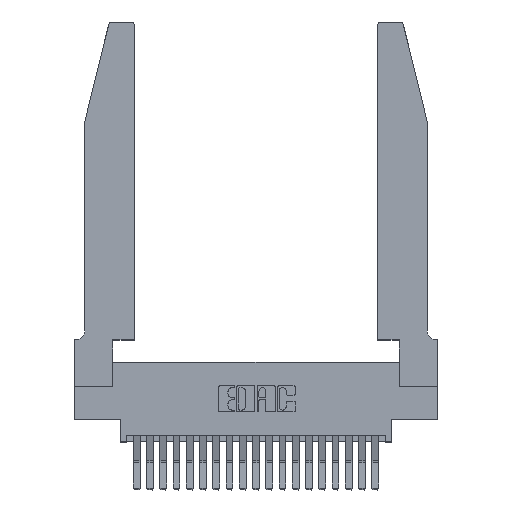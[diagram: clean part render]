
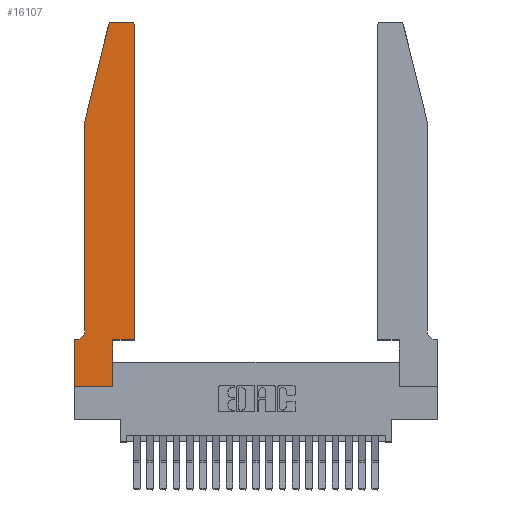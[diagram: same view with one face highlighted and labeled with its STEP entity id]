
A CAD part, top view. The second image highlights one B-rep face of the part: STEP entity #16107.
In plain terms, the highlighted planar face has unit normal (0, 0, 1).
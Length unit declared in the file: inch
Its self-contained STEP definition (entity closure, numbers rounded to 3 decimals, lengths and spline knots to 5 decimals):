
#23 = LINE ( 'NONE', #4260, #5236 ) ;
#204 = DIRECTION ( 'NONE',  ( 0., 0., -1. ) ) ;
#403 = CARTESIAN_POINT ( 'NONE',  ( 0., 0., 0.37 ) ) ;
#431 = FACE_OUTER_BOUND ( 'NONE', #16180, .T. ) ;
#461 = DIRECTION ( 'NONE',  ( 0., 0., 1. ) ) ;
#549 = VECTOR ( 'NONE', #2801, 39.37008 ) ;
#589 = DIRECTION ( 'NONE',  ( 0., 0., 1. ) ) ;
#1085 = ORIENTED_EDGE ( 'NONE', *, *, #8783, .T. ) ;
#1237 = EDGE_CURVE ( 'NONE', #5361, #11121, #14981, .T. ) ;
#1599 = LINE ( 'NONE', #4998, #10450 ) ;
#1781 = CARTESIAN_POINT ( 'NONE',  ( 0.0755, 2., 0.37 ) ) ;
#1888 = CIRCLE ( 'NONE', #4723, 0.03 ) ;
#2250 = DIRECTION ( 'NONE',  ( 0., 1., 0. ) ) ;
#2280 = ORIENTED_EDGE ( 'NONE', *, *, #10150, .T. ) ;
#2343 = CARTESIAN_POINT ( 'NONE',  ( 0.4505, 0.35, 0.37 ) ) ;
#2678 = CARTESIAN_POINT ( 'NONE',  ( 0., 0.35, 0.37 ) ) ;
#2801 = DIRECTION ( 'NONE',  ( 0., -1., 0. ) ) ;
#2873 = LINE ( 'NONE', #16803, #19843 ) ;
#3485 = EDGE_CURVE ( 'NONE', #7433, #13258, #21600, .T. ) ;
#3576 = CARTESIAN_POINT ( 'NONE',  ( 0., 0., 0.37 ) ) ;
#3937 = CARTESIAN_POINT ( 'NONE',  ( 0., 0.35, 0.37 ) ) ;
#4004 = CARTESIAN_POINT ( 'NONE',  ( 0.4205, 2.75, 0.37 ) ) ;
#4260 = CARTESIAN_POINT ( 'NONE',  ( 0.0755, 0.35, 0.37 ) ) ;
#4723 = AXIS2_PLACEMENT_3D ( 'NONE', #10446, #461, #9670 ) ;
#4998 = CARTESIAN_POINT ( 'NONE',  ( 0.0755, 2., 0.37 ) ) ;
#5236 = VECTOR ( 'NONE', #11469, 39.37008 ) ;
#5344 = DIRECTION ( 'NONE',  ( 1., 0., 0. ) ) ;
#5361 = VERTEX_POINT ( 'NONE', #5694 ) ;
#5460 = ORIENTED_EDGE ( 'NONE', *, *, #13868, .T. ) ;
#5478 = EDGE_CURVE ( 'NONE', #11121, #7433, #2873, .T. ) ;
#5694 = CARTESIAN_POINT ( 'NONE',  ( 0.2865, 0., 0.37 ) ) ;
#6242 = EDGE_CURVE ( 'NONE', #11060, #13038, #16752, .T. ) ;
#6332 = ORIENTED_EDGE ( 'NONE', *, *, #8686, .T. ) ;
#6857 = VECTOR ( 'NONE', #2250, 39.37008 ) ;
#7075 = LINE ( 'NONE', #9389, #10665 ) ;
#7433 = VERTEX_POINT ( 'NONE', #2343 ) ;
#7802 = CARTESIAN_POINT ( 'NONE',  ( 0.284, 2.72, 0.37 ) ) ;
#7815 = AXIS2_PLACEMENT_3D ( 'NONE', #19821, #204, #14292 ) ;
#8013 = ORIENTED_EDGE ( 'NONE', *, *, #16865, .T. ) ;
#8686 = EDGE_CURVE ( 'NONE', #15870, #15517, #14685, .T. ) ;
#8783 = EDGE_CURVE ( 'NONE', #12843, #21567, #21643, .T. ) ;
#9025 = ORIENTED_EDGE ( 'NONE', *, *, #3485, .T. ) ;
#9389 = CARTESIAN_POINT ( 'NONE',  ( 0.2605, 2.75, 0.37 ) ) ;
#9450 = EDGE_CURVE ( 'NONE', #13258, #14095, #1888, .T. ) ;
#9574 = ORIENTED_EDGE ( 'NONE', *, *, #1237, .T. ) ;
#9670 = DIRECTION ( 'NONE',  ( 1., 0., 0. ) ) ;
#9998 = VECTOR ( 'NONE', #10036, 39.37008 ) ;
#10036 = DIRECTION ( 'NONE',  ( 0., 1., 0. ) ) ;
#10125 = CARTESIAN_POINT ( 'NONE',  ( 0.0055, 0.35, 0.37 ) ) ;
#10150 = EDGE_CURVE ( 'NONE', #13038, #5361, #22971, .T. ) ;
#10344 = CARTESIAN_POINT ( 'NONE',  ( 0.0755, 2., 0.37 ) ) ;
#10438 = DIRECTION ( 'NONE',  ( -0.239, -0.971, 0. ) ) ;
#10446 = CARTESIAN_POINT ( 'NONE',  ( 0.4205, 2.72, 0.37 ) ) ;
#10450 = VECTOR ( 'NONE', #10438, 39.37008 ) ;
#10614 = VECTOR ( 'NONE', #21353, 39.37008 ) ;
#10665 = VECTOR ( 'NONE', #14728, 39.37008 ) ;
#10848 = CARTESIAN_POINT ( 'NONE',  ( 0., 0., 0.37 ) ) ;
#11060 = VERTEX_POINT ( 'NONE', #3937 ) ;
#11121 = VERTEX_POINT ( 'NONE', #21203 ) ;
#11469 = DIRECTION ( 'NONE',  ( -1., 0., 0. ) ) ;
#11509 = DIRECTION ( 'NONE',  ( 1., 0., 0. ) ) ;
#11898 = ORIENTED_EDGE ( 'NONE', *, *, #6242, .T. ) ;
#12843 = VERTEX_POINT ( 'NONE', #20491 ) ;
#13038 = VERTEX_POINT ( 'NONE', #403 ) ;
#13258 = VERTEX_POINT ( 'NONE', #21021 ) ;
#13313 = PLANE ( 'NONE',  #14185 ) ;
#13783 = VECTOR ( 'NONE', #5344, 39.37008 ) ;
#13868 = EDGE_CURVE ( 'NONE', #21567, #15870, #1599, .T. ) ;
#14095 = VERTEX_POINT ( 'NONE', #4004 ) ;
#14185 = AXIS2_PLACEMENT_3D ( 'NONE', #2678, #15102, #16909 ) ;
#14292 = DIRECTION ( 'NONE',  ( -1., 0., 0. ) ) ;
#14685 = LINE ( 'NONE', #10344, #549 ) ;
#14728 = DIRECTION ( 'NONE',  ( -1., 0., 0. ) ) ;
#14735 = EDGE_CURVE ( 'NONE', #14095, #12843, #7075, .T. ) ;
#14764 = DIRECTION ( 'NONE',  ( 1., 0., 0. ) ) ;
#14981 = LINE ( 'NONE', #18899, #9998 ) ;
#15019 = ORIENTED_EDGE ( 'NONE', *, *, #5478, .T. ) ;
#15102 = DIRECTION ( 'NONE',  ( 0., 0., 1. ) ) ;
#15234 = CARTESIAN_POINT ( 'NONE',  ( 0.25487, 2.72718, 0.37 ) ) ;
#15517 = VERTEX_POINT ( 'NONE', #17101 ) ;
#15870 = VERTEX_POINT ( 'NONE', #1781 ) ;
#16107 = ADVANCED_FACE ( 'NONE', ( #431 ), #13313, .T. ) ;
#16180 = EDGE_LOOP ( 'NONE', ( #20241, #1085, #5460, #6332, #8013, #20131, #11898, #2280, #9574, #15019, #9025, #17260 ) ) ;
#16752 = LINE ( 'NONE', #10848, #10614 ) ;
#16803 = CARTESIAN_POINT ( 'NONE',  ( 0.4505, 0.35, 0.37 ) ) ;
#16865 = EDGE_CURVE ( 'NONE', #15517, #22739, #21763, .T. ) ;
#16909 = DIRECTION ( 'NONE',  ( 1., 0., 0. ) ) ;
#17101 = CARTESIAN_POINT ( 'NONE',  ( 0.0755, 0.42, 0.37 ) ) ;
#17260 = ORIENTED_EDGE ( 'NONE', *, *, #9450, .T. ) ;
#18179 = CARTESIAN_POINT ( 'NONE',  ( 0.4505, 0.35, 0.37 ) ) ;
#18425 = AXIS2_PLACEMENT_3D ( 'NONE', #7802, #589, #14764 ) ;
#18840 = EDGE_CURVE ( 'NONE', #22739, #11060, #23, .T. ) ;
#18899 = CARTESIAN_POINT ( 'NONE',  ( 0.2865, 0.35, 0.37 ) ) ;
#19821 = CARTESIAN_POINT ( 'NONE',  ( 0.0055, 0.42, 0.37 ) ) ;
#19843 = VECTOR ( 'NONE', #11509, 39.37008 ) ;
#20131 = ORIENTED_EDGE ( 'NONE', *, *, #18840, .T. ) ;
#20241 = ORIENTED_EDGE ( 'NONE', *, *, #14735, .T. ) ;
#20491 = CARTESIAN_POINT ( 'NONE',  ( 0.284, 2.75, 0.37 ) ) ;
#21021 = CARTESIAN_POINT ( 'NONE',  ( 0.4505, 2.72, 0.37 ) ) ;
#21203 = CARTESIAN_POINT ( 'NONE',  ( 0.2865, 0.35, 0.37 ) ) ;
#21353 = DIRECTION ( 'NONE',  ( 0., -1., 0. ) ) ;
#21567 = VERTEX_POINT ( 'NONE', #15234 ) ;
#21600 = LINE ( 'NONE', #18179, #6857 ) ;
#21643 = CIRCLE ( 'NONE', #18425, 0.03 ) ;
#21763 = CIRCLE ( 'NONE', #7815, 0.07 ) ;
#22739 = VERTEX_POINT ( 'NONE', #10125 ) ;
#22971 = LINE ( 'NONE', #3576, #13783 ) ;
